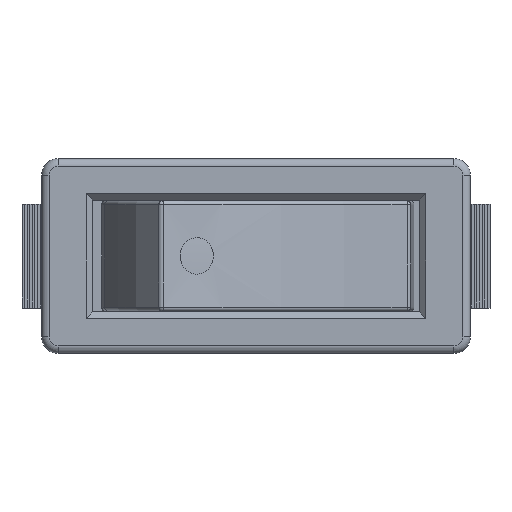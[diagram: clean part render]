
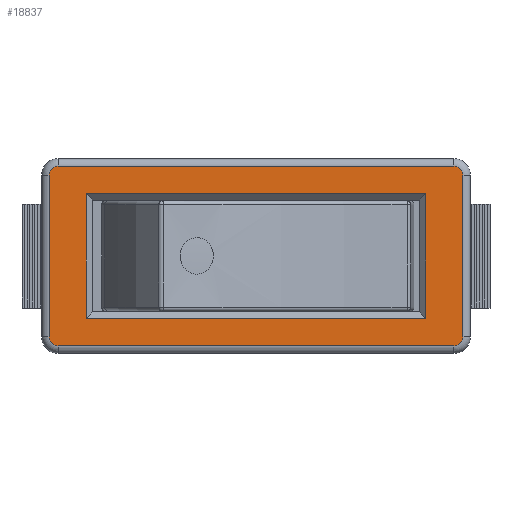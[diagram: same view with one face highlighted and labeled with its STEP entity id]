
A CAD part, top view. The second image highlights one B-rep face of the part: STEP entity #18837.
In plain terms, the highlighted planar face has unit normal (0, 0, 1).
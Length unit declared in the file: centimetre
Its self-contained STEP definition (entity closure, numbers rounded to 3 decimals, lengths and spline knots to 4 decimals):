
#1113=FACE_BOUND('',#3230,.T.);
#2115=FACE_OUTER_BOUND('',#3229,.T.);
#3229=EDGE_LOOP('',(#17030,#17031,#17032,#17033,#17034,#17035,#17036,#17037));
#3230=EDGE_LOOP('',(#17038,#17039,#17040,#17041));
#3400=CIRCLE('',#19707,0.07);
#3401=CIRCLE('',#19708,0.07);
#3402=CIRCLE('',#19709,0.07);
#3403=CIRCLE('',#19710,0.07);
#5315=LINE('',#32776,#7252);
#5319=LINE('',#32783,#7256);
#5322=LINE('',#32789,#7259);
#5324=LINE('',#32792,#7261);
#5330=LINE('',#32806,#7267);
#5331=LINE('',#32810,#7268);
#5332=LINE('',#32814,#7269);
#5333=LINE('',#32818,#7270);
#7252=VECTOR('',#23297,1.);
#7256=VECTOR('',#23303,1.);
#7259=VECTOR('',#23308,1.);
#7261=VECTOR('',#23312,1.);
#7267=VECTOR('',#23324,1.);
#7268=VECTOR('',#23327,1.);
#7269=VECTOR('',#23330,1.);
#7270=VECTOR('',#23333,1.);
#9047=VERTEX_POINT('',#32773);
#9048=VERTEX_POINT('',#32775);
#9050=VERTEX_POINT('',#32781);
#9052=VERTEX_POINT('',#32787);
#9056=VERTEX_POINT('',#32804);
#9057=VERTEX_POINT('',#32805);
#9058=VERTEX_POINT('',#32807);
#9059=VERTEX_POINT('',#32809);
#9060=VERTEX_POINT('',#32811);
#9061=VERTEX_POINT('',#32813);
#9062=VERTEX_POINT('',#32815);
#9063=VERTEX_POINT('',#32817);
#11729=EDGE_CURVE('',#9047,#9048,#5315,.T.);
#11733=EDGE_CURVE('',#9050,#9047,#5319,.T.);
#11736=EDGE_CURVE('',#9052,#9050,#5322,.T.);
#11738=EDGE_CURVE('',#9048,#9052,#5324,.T.);
#11744=EDGE_CURVE('',#9056,#9057,#5330,.T.);
#11745=EDGE_CURVE('',#9058,#9056,#3400,.T.);
#11746=EDGE_CURVE('',#9059,#9058,#5331,.T.);
#11747=EDGE_CURVE('',#9060,#9059,#3401,.T.);
#11748=EDGE_CURVE('',#9061,#9060,#5332,.T.);
#11749=EDGE_CURVE('',#9062,#9061,#3402,.T.);
#11750=EDGE_CURVE('',#9063,#9062,#5333,.T.);
#11751=EDGE_CURVE('',#9057,#9063,#3403,.T.);
#17030=ORIENTED_EDGE('',*,*,#11744,.F.);
#17031=ORIENTED_EDGE('',*,*,#11745,.F.);
#17032=ORIENTED_EDGE('',*,*,#11746,.F.);
#17033=ORIENTED_EDGE('',*,*,#11747,.F.);
#17034=ORIENTED_EDGE('',*,*,#11748,.F.);
#17035=ORIENTED_EDGE('',*,*,#11749,.F.);
#17036=ORIENTED_EDGE('',*,*,#11750,.F.);
#17037=ORIENTED_EDGE('',*,*,#11751,.F.);
#17038=ORIENTED_EDGE('',*,*,#11729,.F.);
#17039=ORIENTED_EDGE('',*,*,#11733,.F.);
#17040=ORIENTED_EDGE('',*,*,#11736,.F.);
#17041=ORIENTED_EDGE('',*,*,#11738,.F.);
#17832=PLANE('',#19706);
#18837=ADVANCED_FACE('',(#2115,#1113),#17832,.T.);
#19706=AXIS2_PLACEMENT_3D('',#32803,#23322,#23323);
#19707=AXIS2_PLACEMENT_3D('',#32808,#23325,#23326);
#19708=AXIS2_PLACEMENT_3D('',#32812,#23328,#23329);
#19709=AXIS2_PLACEMENT_3D('',#32816,#23331,#23332);
#19710=AXIS2_PLACEMENT_3D('',#32819,#23334,#23335);
#23297=DIRECTION('',(1.,0.,0.));
#23303=DIRECTION('',(0.,-1.,0.));
#23308=DIRECTION('',(-1.,0.,0.));
#23312=DIRECTION('',(0.,1.,0.));
#23322=DIRECTION('center_axis',(0.,0.,
1.));
#23323=DIRECTION('ref_axis',(1.,0.,0.));
#23324=DIRECTION('',(0.,1.,0.));
#23325=DIRECTION('center_axis',(0.,0.,
-1.));
#23326=DIRECTION('ref_axis',(-0.707,-0.707,0.));
#23327=DIRECTION('',(-1.,0.,0.));
#23328=DIRECTION('center_axis',(0.,0.,
-1.));
#23329=DIRECTION('ref_axis',(0.707,-0.707,0.));
#23330=DIRECTION('',(0.,-1.,0.));
#23331=DIRECTION('center_axis',(0.,0.,
-1.));
#23332=DIRECTION('ref_axis',(0.707,0.707,0.));
#23333=DIRECTION('',(1.,0.,0.));
#23334=DIRECTION('center_axis',(0.,0.,
-1.));
#23335=DIRECTION('ref_axis',(-0.707,0.707,0.));
#32773=CARTESIAN_POINT('',(-1.305,-0.48,1.9));
#32775=CARTESIAN_POINT('',(1.305,-0.48,1.9));
#32776=CARTESIAN_POINT('',(0.6775,-0.48,1.9));
#32781=CARTESIAN_POINT('',(-1.305,0.48,1.9));
#32783=CARTESIAN_POINT('',(-1.305,-0.265,1.9));
#32787=CARTESIAN_POINT('',(1.305,0.48,1.9));
#32789=CARTESIAN_POINT('',(-0.6775,0.48,1.9));
#32792=CARTESIAN_POINT('',(1.305,0.265,1.9));
#32803=CARTESIAN_POINT('Origin',(0.,0.,
1.9));
#32804=CARTESIAN_POINT('',(-1.59,-0.62,1.9));
#32805=CARTESIAN_POINT('',(-1.59,0.62,1.9));
#32806=CARTESIAN_POINT('',(-1.59,-0.31,1.9));
#32807=CARTESIAN_POINT('',(-1.52,-0.69,1.9));
#32808=CARTESIAN_POINT('Origin',(-1.52,-0.62,1.9));
#32809=CARTESIAN_POINT('',(1.52,-0.69,1.9));
#32810=CARTESIAN_POINT('',(0.76,-0.69,1.9));
#32811=CARTESIAN_POINT('',(1.59,-0.62,1.9));
#32812=CARTESIAN_POINT('Origin',(1.52,-0.62,1.9));
#32813=CARTESIAN_POINT('',(1.59,0.62,1.9));
#32814=CARTESIAN_POINT('',(1.59,0.31,1.9));
#32815=CARTESIAN_POINT('',(1.52,0.69,1.9));
#32816=CARTESIAN_POINT('Origin',(1.52,0.62,1.9));
#32817=CARTESIAN_POINT('',(-1.52,0.69,1.9));
#32818=CARTESIAN_POINT('',(-0.76,0.69,1.9));
#32819=CARTESIAN_POINT('Origin',(-1.52,0.62,1.9));
